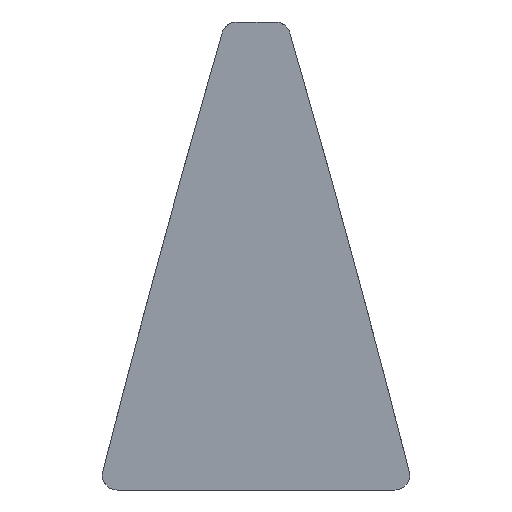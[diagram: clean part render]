
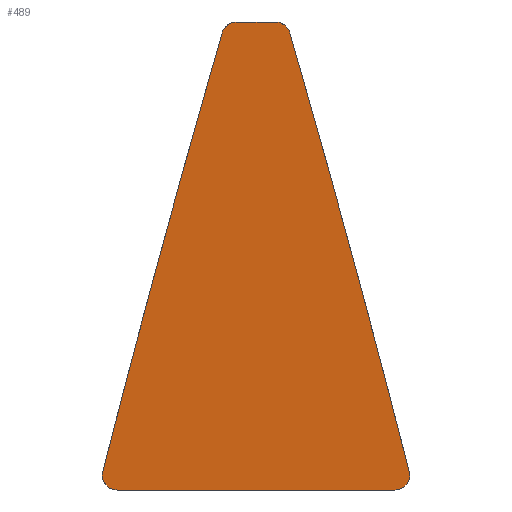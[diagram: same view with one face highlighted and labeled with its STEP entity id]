
A CAD part, left-side view. The second image highlights one B-rep face of the part: STEP entity #489.
In plain terms, the highlighted planar face has unit normal (-0.998, 0, -0.066).
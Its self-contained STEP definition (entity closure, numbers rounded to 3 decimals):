
#26=PLANE('',#538);
#42=FACE_OUTER_BOUND('',#71,.T.);
#71=EDGE_LOOP('',(#354,#355,#356,#357,#358,#359,#360,#361,#362,#363));
#134=LINE('',#793,#174);
#136=LINE('',#799,#176);
#137=LINE('',#805,#177);
#138=LINE('',#809,#178);
#174=VECTOR('',#616,10.);
#176=VECTOR('',#622,10.);
#177=VECTOR('',#627,10.);
#178=VECTOR('',#630,10.);
#204=ELLIPSE('',#530,2257.87,2253.);
#209=ELLIPSE('',#539,2.505,2.5);
#210=ELLIPSE('',#540,2.505,2.5);
#211=ELLIPSE('',#541,2257.87,2253.);
#212=ELLIPSE('',#542,2.505,2.5);
#213=ELLIPSE('',#543,2.505,2.5);
#216=VERTEX_POINT('',#744);
#217=VERTEX_POINT('',#745);
#232=VERTEX_POINT('',#792);
#233=VERTEX_POINT('',#796);
#234=VERTEX_POINT('',#798);
#235=VERTEX_POINT('',#800);
#236=VERTEX_POINT('',#802);
#237=VERTEX_POINT('',#804);
#238=VERTEX_POINT('',#806);
#239=VERTEX_POINT('',#808);
#262=EDGE_CURVE('',#216,#217,#204,.T.);
#279=EDGE_CURVE('',#232,#217,#134,.T.);
#281=EDGE_CURVE('',#233,#216,#209,.T.);
#282=EDGE_CURVE('',#234,#233,#136,.T.);
#283=EDGE_CURVE('',#235,#234,#210,.T.);
#284=EDGE_CURVE('',#236,#235,#211,.T.);
#285=EDGE_CURVE('',#236,#237,#137,.T.);
#286=EDGE_CURVE('',#238,#237,#212,.T.);
#287=EDGE_CURVE('',#238,#239,#138,.T.);
#288=EDGE_CURVE('',#232,#239,#213,.T.);
#354=ORIENTED_EDGE('',*,*,#262,.F.);
#355=ORIENTED_EDGE('',*,*,#281,.F.);
#356=ORIENTED_EDGE('',*,*,#282,.F.);
#357=ORIENTED_EDGE('',*,*,#283,.F.);
#358=ORIENTED_EDGE('',*,*,#284,.F.);
#359=ORIENTED_EDGE('',*,*,#285,.T.);
#360=ORIENTED_EDGE('',*,*,#286,.F.);
#361=ORIENTED_EDGE('',*,*,#287,.T.);
#362=ORIENTED_EDGE('',*,*,#288,.F.);
#363=ORIENTED_EDGE('',*,*,#279,.T.);
#489=ADVANCED_FACE('',(#42),#26,.T.);
#530=AXIS2_PLACEMENT_3D('',#746,#590,#591);
#538=AXIS2_PLACEMENT_3D('',#795,#618,#619);
#539=AXIS2_PLACEMENT_3D('',#797,#620,#621);
#540=AXIS2_PLACEMENT_3D('',#801,#623,#624);
#541=AXIS2_PLACEMENT_3D('',#803,#625,#626);
#542=AXIS2_PLACEMENT_3D('',#807,#628,#629);
#543=AXIS2_PLACEMENT_3D('',#810,#631,#632);
#590=DIRECTION('center_axis',(0.998,0.,0.066));
#591=DIRECTION('ref_axis',(-0.066,0.,0.998));
#616=DIRECTION('',(0.063,0.274,-0.96));
#618=DIRECTION('center_axis',(-0.998,0.,-0.066));
#619=DIRECTION('ref_axis',(-0.066,0.,0.998));
#620=DIRECTION('center_axis',(0.998,0.,0.066));
#621=DIRECTION('ref_axis',(0.066,0.,-0.998));
#622=DIRECTION('',(0.,1.,0.));
#623=DIRECTION('center_axis',(0.998,0.,0.066));
#624=DIRECTION('ref_axis',(0.066,0.,-0.998));
#625=DIRECTION('center_axis',(0.998,0.,0.066));
#626=DIRECTION('ref_axis',(-0.066,0.,0.998));
#627=DIRECTION('',(-0.063,0.274,0.96));
#628=DIRECTION('center_axis',(0.998,0.,0.066));
#629=DIRECTION('ref_axis',(-0.066,0.,0.998));
#630=DIRECTION('',(0.,1.,0.));
#631=DIRECTION('center_axis',(0.998,0.,0.066));
#632=DIRECTION('ref_axis',(-0.066,0.,0.998));
#744=CARTESIAN_POINT('',(-0.164,50.,-3.5));
#745=CARTESIAN_POINT('',(-4.345,32.844,60.048));
#746=CARTESIAN_POINT('Origin',(36.374,-2133.47,-558.899));
#792=CARTESIAN_POINT('',(-4.881,30.518,68.187));
#793=CARTESIAN_POINT('',(-2.948,38.913,38.803));
#795=CARTESIAN_POINT('Origin',(0.,0.,-6.));
#796=CARTESIAN_POINT('',(0.,47.5,-6.));
#797=CARTESIAN_POINT('Origin',(-0.164,47.5,-3.5));
#798=CARTESIAN_POINT('',(0.,2.5,-6.));
#799=CARTESIAN_POINT('',(0.,0.,-6.));
#800=CARTESIAN_POINT('',(-0.164,0.,-3.5));
#801=CARTESIAN_POINT('Origin',(-0.164,2.5,-3.5));
#802=CARTESIAN_POINT('',(-4.345,17.156,60.047));
#803=CARTESIAN_POINT('Origin',(36.374,2183.47,-558.899));
#804=CARTESIAN_POINT('',(-4.881,19.482,68.187));
#805=CARTESIAN_POINT('',(-0.221,-0.753,-2.635));
#806=CARTESIAN_POINT('',(-5.,21.886,70.));
#807=CARTESIAN_POINT('Origin',(-4.835,21.886,67.5));
#808=CARTESIAN_POINT('',(-5.,28.114,70.));
#809=CARTESIAN_POINT('',(-5.,0.,70.));
#810=CARTESIAN_POINT('Origin',(-4.835,28.114,67.5));
